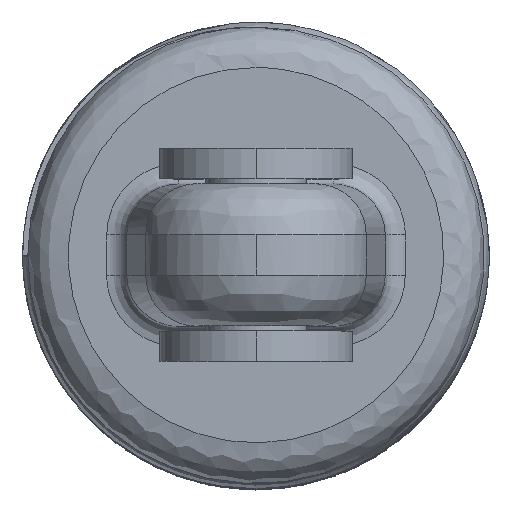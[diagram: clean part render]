
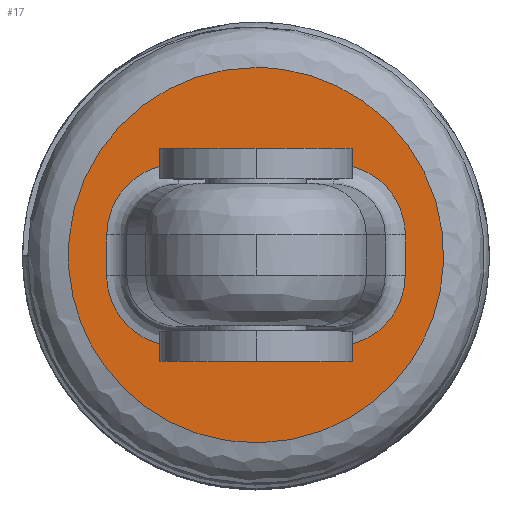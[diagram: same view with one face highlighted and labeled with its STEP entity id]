
A CAD part, top view. The second image highlights one B-rep face of the part: STEP entity #17.
In plain terms, the highlighted free-form (B-spline) face has degree [1, 1] with [2, 2] control points.
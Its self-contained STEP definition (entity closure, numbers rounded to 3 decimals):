
#17 = ADVANCED_FACE('',(#18,#32),#94,.F.);
#18 = FACE_BOUND('',#19,.T.);
#19 = EDGE_LOOP('',(#20));
#20 = ORIENTED_EDGE('',*,*,#21,.T.);
#21 = EDGE_CURVE('',#22,#22,#24,.T.);
#22 = VERTEX_POINT('',#23);
#23 = CARTESIAN_POINT('',(0.,24.067,159.529));
#24 = ( BOUNDED_CURVE() B_SPLINE_CURVE(2,(#25,#26,#27,#28,#29,#30,#31),
.UNSPECIFIED.,.T.,.F.) B_SPLINE_CURVE_WITH_KNOTS((1,2,2,2,2,1),(
    -2.094,0.,2.094,4.189,6.283,
8.378),.UNSPECIFIED.) CURVE() GEOMETRIC_REPRESENTATION_ITEM() 
RATIONAL_B_SPLINE_CURVE((1.,0.5,1.,0.5,1.,0.5,1.)) REPRESENTATION_ITEM(
  '') );
#25 = CARTESIAN_POINT('',(0.,24.067,159.529));
#26 = CARTESIAN_POINT('',(-41.685,24.067,
    159.529));
#27 = CARTESIAN_POINT('',(-20.843,-12.034,
    159.529));
#28 = CARTESIAN_POINT('',(0.,-48.134,
    159.529));
#29 = CARTESIAN_POINT('',(20.843,-12.034,
    159.529));
#30 = CARTESIAN_POINT('',(41.685,24.067,
    159.529));
#31 = CARTESIAN_POINT('',(0.,24.067,159.529));
#32 = FACE_BOUND('',#33,.T.);
#33 = EDGE_LOOP('',(#34,#44,#51,#59,#66,#74,#81,#89));
#34 = ORIENTED_EDGE('',*,*,#35,.T.);
#35 = EDGE_CURVE('',#36,#38,#40,.T.);
#36 = VERTEX_POINT('',#37);
#37 = CARTESIAN_POINT('',(-19.138,2.602,159.529
    ));
#38 = VERTEX_POINT('',#39);
#39 = CARTESIAN_POINT('',(-9.92,11.708,
    159.529));
#40 = ( BOUNDED_CURVE() B_SPLINE_CURVE(2,(#41,#42,#43),.UNSPECIFIED.,.F.
,.F.) B_SPLINE_CURVE_WITH_KNOTS((3,3),(0.,1.571),
.PIECEWISE_BEZIER_KNOTS.) CURVE() GEOMETRIC_REPRESENTATION_ITEM() 
RATIONAL_B_SPLINE_CURVE((1.,0.707,1.)) REPRESENTATION_ITEM('') 
  );
#41 = CARTESIAN_POINT('',(-19.138,2.602,159.529
    ));
#42 = CARTESIAN_POINT('',(-19.138,11.708,
    159.529));
#43 = CARTESIAN_POINT('',(-9.92,11.708,
    159.529));
#44 = ORIENTED_EDGE('',*,*,#45,.T.);
#45 = EDGE_CURVE('',#38,#46,#48,.T.);
#46 = VERTEX_POINT('',#47);
#47 = CARTESIAN_POINT('',(9.92,11.708,159.529
    ));
#48 = B_SPLINE_CURVE_WITH_KNOTS('',1,(#49,#50),.UNSPECIFIED.,.F.,.F.,(2,
    2),(0.,15.251),.PIECEWISE_BEZIER_KNOTS.);
#49 = CARTESIAN_POINT('',(-9.92,11.708,
    159.529));
#50 = CARTESIAN_POINT('',(9.92,11.708,159.529
    ));
#51 = ORIENTED_EDGE('',*,*,#52,.T.);
#52 = EDGE_CURVE('',#46,#53,#55,.T.);
#53 = VERTEX_POINT('',#54);
#54 = CARTESIAN_POINT('',(19.138,2.602,159.529
    ));
#55 = ( BOUNDED_CURVE() B_SPLINE_CURVE(2,(#56,#57,#58),.UNSPECIFIED.,.F.
,.F.) B_SPLINE_CURVE_WITH_KNOTS((3,3),(1.571,3.142),
.PIECEWISE_BEZIER_KNOTS.) CURVE() GEOMETRIC_REPRESENTATION_ITEM() 
RATIONAL_B_SPLINE_CURVE((1.,0.707,1.)) REPRESENTATION_ITEM('') 
  );
#56 = CARTESIAN_POINT('',(9.92,11.708,159.529
    ));
#57 = CARTESIAN_POINT('',(19.138,11.708,
    159.529));
#58 = CARTESIAN_POINT('',(19.138,2.602,159.529
    ));
#59 = ORIENTED_EDGE('',*,*,#60,.T.);
#60 = EDGE_CURVE('',#53,#61,#63,.T.);
#61 = VERTEX_POINT('',#62);
#62 = CARTESIAN_POINT('',(19.138,-2.602,
    159.529));
#63 = B_SPLINE_CURVE_WITH_KNOTS('',1,(#64,#65),.UNSPECIFIED.,.F.,.F.,(2,
    2),(0.,4.),.PIECEWISE_BEZIER_KNOTS.);
#64 = CARTESIAN_POINT('',(19.138,2.602,159.529
    ));
#65 = CARTESIAN_POINT('',(19.138,-2.602,
    159.529));
#66 = ORIENTED_EDGE('',*,*,#67,.T.);
#67 = EDGE_CURVE('',#61,#68,#70,.T.);
#68 = VERTEX_POINT('',#69);
#69 = CARTESIAN_POINT('',(9.92,-11.708,159.529
    ));
#70 = ( BOUNDED_CURVE() B_SPLINE_CURVE(2,(#71,#72,#73),.UNSPECIFIED.,.F.
,.F.) B_SPLINE_CURVE_WITH_KNOTS((3,3),(0.,1.571),
.PIECEWISE_BEZIER_KNOTS.) CURVE() GEOMETRIC_REPRESENTATION_ITEM() 
RATIONAL_B_SPLINE_CURVE((1.,0.707,1.)) REPRESENTATION_ITEM('') 
  );
#71 = CARTESIAN_POINT('',(19.138,-2.602,
    159.529));
#72 = CARTESIAN_POINT('',(19.138,-11.708,
    159.529));
#73 = CARTESIAN_POINT('',(9.92,-11.708,159.529
    ));
#74 = ORIENTED_EDGE('',*,*,#75,.T.);
#75 = EDGE_CURVE('',#68,#76,#78,.T.);
#76 = VERTEX_POINT('',#77);
#77 = CARTESIAN_POINT('',(-9.92,-11.708,
    159.529));
#78 = B_SPLINE_CURVE_WITH_KNOTS('',1,(#79,#80),.UNSPECIFIED.,.F.,.F.,(2,
    2),(0.,15.251),.PIECEWISE_BEZIER_KNOTS.);
#79 = CARTESIAN_POINT('',(9.92,-11.708,159.529
    ));
#80 = CARTESIAN_POINT('',(-9.92,-11.708,
    159.529));
#81 = ORIENTED_EDGE('',*,*,#82,.T.);
#82 = EDGE_CURVE('',#76,#83,#85,.T.);
#83 = VERTEX_POINT('',#84);
#84 = CARTESIAN_POINT('',(-19.138,-2.602,
    159.529));
#85 = ( BOUNDED_CURVE() B_SPLINE_CURVE(2,(#86,#87,#88),.UNSPECIFIED.,.F.
,.F.) B_SPLINE_CURVE_WITH_KNOTS((3,3),(1.571,3.142),
.PIECEWISE_BEZIER_KNOTS.) CURVE() GEOMETRIC_REPRESENTATION_ITEM() 
RATIONAL_B_SPLINE_CURVE((1.,0.707,1.)) REPRESENTATION_ITEM('') 
  );
#86 = CARTESIAN_POINT('',(-9.92,-11.708,
    159.529));
#87 = CARTESIAN_POINT('',(-19.138,-11.708,
    159.529));
#88 = CARTESIAN_POINT('',(-19.138,-2.602,
    159.529));
#89 = ORIENTED_EDGE('',*,*,#90,.T.);
#90 = EDGE_CURVE('',#83,#36,#91,.T.);
#91 = B_SPLINE_CURVE_WITH_KNOTS('',1,(#92,#93),.UNSPECIFIED.,.F.,.F.,(2,
    2),(0.,4.),.PIECEWISE_BEZIER_KNOTS.);
#92 = CARTESIAN_POINT('',(-19.138,-2.602,
    159.529));
#93 = CARTESIAN_POINT('',(-19.138,2.602,159.529
    ));
#94 = B_SPLINE_SURFACE_WITH_KNOTS('',1,1,(
    (#95,#96)
    ,(#97,#98
    )),.UNSPECIFIED.,.F.,.F.,.F.,(2,2),(2,2),(-18.5,18.5),(-18.5,18.5),
  .PIECEWISE_BEZIER_KNOTS.);
#95 = CARTESIAN_POINT('',(-24.067,-24.067,
    159.529));
#96 = CARTESIAN_POINT('',(24.067,-24.067,
    159.529));
#97 = CARTESIAN_POINT('',(-24.067,24.067,
    159.529));
#98 = CARTESIAN_POINT('',(24.067,24.067,
    159.529));
